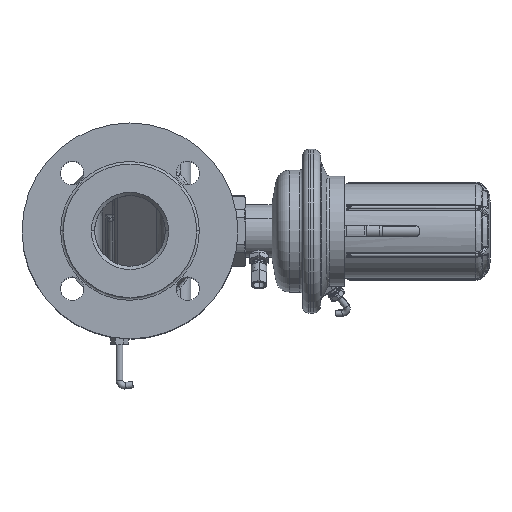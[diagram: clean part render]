
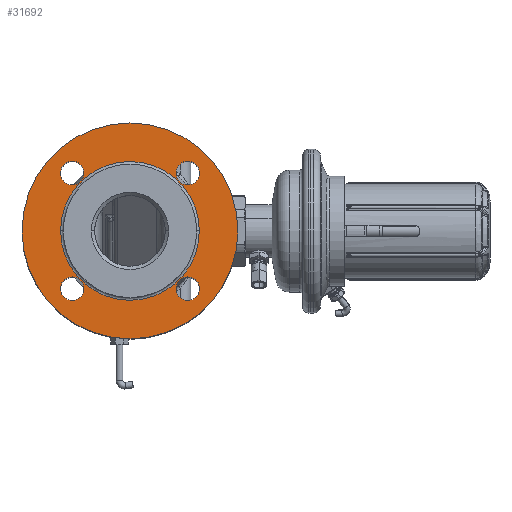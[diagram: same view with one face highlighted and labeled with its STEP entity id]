
A CAD part, top view. The second image highlights one B-rep face of the part: STEP entity #31692.
In plain terms, the highlighted planar face has unit normal (0, 0, 1).
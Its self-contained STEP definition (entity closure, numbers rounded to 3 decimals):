
#3530=CARTESIAN_POINT('',(-134.6,0.,115.));
#3531=DIRECTION('',(0.,0.,-1.));
#3532=DIRECTION('',(1.,0.,0.));
#3533=AXIS2_PLACEMENT_3D('',#3530,#3531,#3532);
#3535=CARTESIAN_POINT('',(-134.6,0.,115.));
#3536=DIRECTION('',(0.,0.,1.));
#3537=DIRECTION('',(1.,0.,0.));
#3538=AXIS2_PLACEMENT_3D('',#3535,#3536,#3537);
#3540=CARTESIAN_POINT('',(-90.406,44.194,115.));
#3541=DIRECTION('',(0.,0.,1.));
#3542=DIRECTION('',(1.,0.,0.));
#3543=AXIS2_PLACEMENT_3D('',#3540,#3541,#3542);
#3545=CARTESIAN_POINT('',(-90.406,44.194,115.));
#3546=DIRECTION('',(0.,0.,1.));
#3547=DIRECTION('',(-1.,0.,0.));
#3548=AXIS2_PLACEMENT_3D('',#3545,#3546,#3547);
#3550=CARTESIAN_POINT('',(-178.794,44.194,115.));
#3551=DIRECTION('',(0.,0.,1.));
#3552=DIRECTION('',(1.,0.,0.));
#3553=AXIS2_PLACEMENT_3D('',#3550,#3551,#3552);
#3555=CARTESIAN_POINT('',(-178.794,44.194,115.));
#3556=DIRECTION('',(0.,0.,1.));
#3557=DIRECTION('',(-1.,0.,0.));
#3558=AXIS2_PLACEMENT_3D('',#3555,#3556,#3557);
#3560=CARTESIAN_POINT('',(-178.794,-44.194,115.));
#3561=DIRECTION('',(0.,0.,1.));
#3562=DIRECTION('',(1.,0.,0.));
#3563=AXIS2_PLACEMENT_3D('',#3560,#3561,#3562);
#3565=CARTESIAN_POINT('',(-178.794,-44.194,115.));
#3566=DIRECTION('',(0.,0.,1.));
#3567=DIRECTION('',(-1.,0.,0.));
#3568=AXIS2_PLACEMENT_3D('',#3565,#3566,#3567);
#3570=CARTESIAN_POINT('',(-90.406,-44.194,115.));
#3571=DIRECTION('',(0.,0.,1.));
#3572=DIRECTION('',(1.,0.,0.));
#3573=AXIS2_PLACEMENT_3D('',#3570,#3571,#3572);
#3575=CARTESIAN_POINT('',(-90.406,-44.194,115.));
#3576=DIRECTION('',(0.,0.,1.));
#3577=DIRECTION('',(-1.,0.,0.));
#3578=AXIS2_PLACEMENT_3D('',#3575,#3576,#3577);
#3580=CARTESIAN_POINT('',(-134.6,0.,115.));
#3581=DIRECTION('',(0.,0.,1.));
#3582=DIRECTION('',(1.,0.,0.));
#3583=AXIS2_PLACEMENT_3D('',#3580,#3581,#3582);
#3593=CARTESIAN_POINT('',(-134.6,0.,115.));
#3594=DIRECTION('',(0.,0.,-1.));
#3595=DIRECTION('',(1.,0.,0.));
#3596=AXIS2_PLACEMENT_3D('',#3593,#3594,#3595);
#26249=CARTESIAN_POINT('',(-81.6,0.,115.));
#26250=VERTEX_POINT('',#26249);
#26251=CARTESIAN_POINT('',(-52.1,0.,115.));
#26253=VERTEX_POINT('',#26251);
#26293=CARTESIAN_POINT('',(-187.6,0.,115.));
#26294=VERTEX_POINT('',#26293);
#26295=CARTESIAN_POINT('',(-217.1,0.,115.));
#26297=VERTEX_POINT('',#26295);
#26329=CARTESIAN_POINT('',(-81.406,44.194,115.));
#26330=CARTESIAN_POINT('',(-99.406,44.194,115.));
#26331=VERTEX_POINT('',#26329);
#26332=VERTEX_POINT('',#26330);
#26333=CARTESIAN_POINT('',(-169.794,44.194,115.));
#26334=CARTESIAN_POINT('',(-187.794,44.194,115.));
#26335=VERTEX_POINT('',#26333);
#26336=VERTEX_POINT('',#26334);
#26337=CARTESIAN_POINT('',(-169.794,-44.194,115.));
#26338=CARTESIAN_POINT('',(-187.794,-44.194,115.));
#26339=VERTEX_POINT('',#26337);
#26340=VERTEX_POINT('',#26338);
#26341=CARTESIAN_POINT('',(-81.406,-44.194,115.));
#26342=CARTESIAN_POINT('',(-99.406,-44.194,115.));
#26343=VERTEX_POINT('',#26341);
#26344=VERTEX_POINT('',#26342);
#31653=CARTESIAN_POINT('',(-134.6,0.,115.));
#31654=DIRECTION('',(0.,0.,1.));
#31655=DIRECTION('',(-1.,0.,0.));
#31656=AXIS2_PLACEMENT_3D('',#31653,#31654,#31655);
#31657=PLANE('',#31656);
#31659=ORIENTED_EDGE('',*,*,#31658,.F.);
#31661=ORIENTED_EDGE('',*,*,#31660,.T.);
#31662=EDGE_LOOP('',(#31659,#31661));
#31663=FACE_OUTER_BOUND('',#31662,.F.);
#31664=ORIENTED_EDGE('',*,*,#31632,.F.);
#31665=ORIENTED_EDGE('',*,*,#31648,.T.);
#31666=EDGE_LOOP('',(#31664,#31665));
#31667=FACE_BOUND('',#31666,.F.);
#31669=ORIENTED_EDGE('',*,*,#31668,.T.);
#31671=ORIENTED_EDGE('',*,*,#31670,.T.);
#31672=EDGE_LOOP('',(#31669,#31671));
#31673=FACE_BOUND('',#31672,.F.);
#31675=ORIENTED_EDGE('',*,*,#31674,.T.);
#31677=ORIENTED_EDGE('',*,*,#31676,.T.);
#31678=EDGE_LOOP('',(#31675,#31677));
#31679=FACE_BOUND('',#31678,.F.);
#31681=ORIENTED_EDGE('',*,*,#31680,.T.);
#31683=ORIENTED_EDGE('',*,*,#31682,.T.);
#31684=EDGE_LOOP('',(#31681,#31683));
#31685=FACE_BOUND('',#31684,.F.);
#31687=ORIENTED_EDGE('',*,*,#31686,.T.);
#31689=ORIENTED_EDGE('',*,*,#31688,.T.);
#31690=EDGE_LOOP('',(#31687,#31689));
#31691=FACE_BOUND('',#31690,.F.);
#31692=ADVANCED_FACE('',(#31663,#31667,#31673,#31679,#31685,#31691),#31657,.T.);
#3534=CIRCLE('',#3533,53.);
#3539=CIRCLE('',#3538,53.);
#3544=CIRCLE('',#3543,9.);
#3549=CIRCLE('',#3548,9.);
#3554=CIRCLE('',#3553,9.);
#3559=CIRCLE('',#3558,9.);
#3564=CIRCLE('',#3563,9.);
#3569=CIRCLE('',#3568,9.);
#3574=CIRCLE('',#3573,9.);
#3579=CIRCLE('',#3578,9.);
#3584=CIRCLE('',#3583,82.5);
#3597=CIRCLE('',#3596,82.5);
#31632=EDGE_CURVE('',#26250,#26294,#3534,.T.);
#31648=EDGE_CURVE('',#26250,#26294,#3539,.T.);
#31658=EDGE_CURVE('',#26253,#26297,#3584,.T.);
#31660=EDGE_CURVE('',#26253,#26297,#3597,.T.);
#31668=EDGE_CURVE('',#26331,#26332,#3544,.T.);
#31670=EDGE_CURVE('',#26332,#26331,#3549,.T.);
#31674=EDGE_CURVE('',#26335,#26336,#3554,.T.);
#31676=EDGE_CURVE('',#26336,#26335,#3559,.T.);
#31680=EDGE_CURVE('',#26339,#26340,#3564,.T.);
#31682=EDGE_CURVE('',#26340,#26339,#3569,.T.);
#31686=EDGE_CURVE('',#26343,#26344,#3574,.T.);
#31688=EDGE_CURVE('',#26344,#26343,#3579,.T.);
